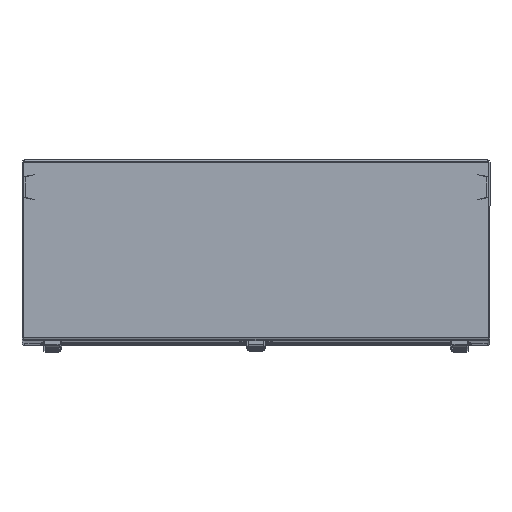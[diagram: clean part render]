
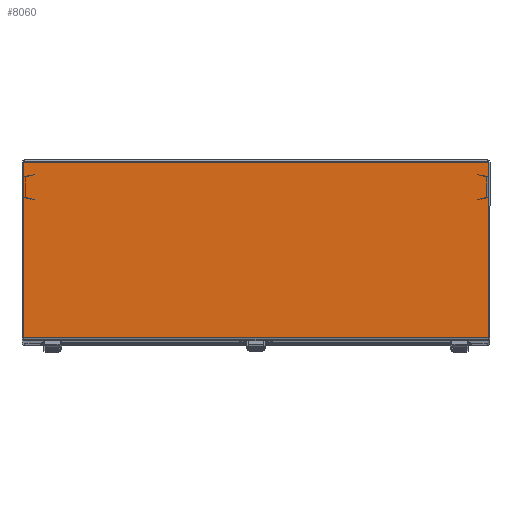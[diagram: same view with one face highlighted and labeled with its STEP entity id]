
A CAD part, top view. The second image highlights one B-rep face of the part: STEP entity #8060.
In plain terms, the highlighted planar face has unit normal (0, 0, 1).
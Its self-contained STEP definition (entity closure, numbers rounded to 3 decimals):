
#71 = AXIS2_PLACEMENT_3D ( 'NONE', #6841, #5792, #13280 ) ;
#263 = CARTESIAN_POINT ( 'NONE',  ( -497., 377., 20. ) ) ;
#719 = EDGE_CURVE ( 'NONE', #12845, #3608, #8709, .T. ) ;
#1257 = LINE ( 'NONE', #10834, #2246 ) ;
#1635 = VECTOR ( 'NONE', #12998, 1000. ) ;
#1660 = CARTESIAN_POINT ( 'NONE',  ( 497., 3., 20. ) ) ;
#2246 = VECTOR ( 'NONE', #5485, 1000. ) ;
#2301 = EDGE_CURVE ( 'NONE', #11445, #12845, #6452, .T. ) ;
#2445 = CARTESIAN_POINT ( 'NONE',  ( 495.586, 377., 20. ) ) ;
#2448 = LINE ( 'NONE', #4538, #1635 ) ;
#2785 = VERTEX_POINT ( 'NONE', #263 ) ;
#2947 = CARTESIAN_POINT ( 'NONE',  ( -500., 3., 20. ) ) ;
#3522 = ORIENTED_EDGE ( 'NONE', *, *, #4796, .T. ) ;
#3608 = VERTEX_POINT ( 'NONE', #2445 ) ;
#3750 = VERTEX_POINT ( 'NONE', #10624 ) ;
#3815 = CARTESIAN_POINT ( 'NONE',  ( 500., 377., 20. ) ) ;
#3909 = LINE ( 'NONE', #2947, #7173 ) ;
#4057 = DIRECTION ( 'NONE',  ( -1., 0., 0. ) ) ;
#4538 = CARTESIAN_POINT ( 'NONE',  ( -497., 0., 20. ) ) ;
#4796 = EDGE_CURVE ( 'NONE', #2785, #11187, #2448, .T. ) ;
#5012 = EDGE_CURVE ( 'NONE', #3608, #3750, #1257, .T. ) ;
#5485 = DIRECTION ( 'NONE',  ( -1., 0., 0. ) ) ;
#5792 = DIRECTION ( 'NONE',  ( 0., 0., -1. ) ) ;
#5894 = CARTESIAN_POINT ( 'NONE',  ( 497., 377., 20. ) ) ;
#6252 = CARTESIAN_POINT ( 'NONE',  ( -497., 3., 20. ) ) ;
#6452 = LINE ( 'NONE', #6527, #11602 ) ;
#6527 = CARTESIAN_POINT ( 'NONE',  ( 497., 0., 20. ) ) ;
#6767 = PLANE ( 'NONE',  #71 ) ;
#6841 = CARTESIAN_POINT ( 'NONE',  ( 0., 0., 20. ) ) ;
#7173 = VECTOR ( 'NONE', #4057, 1000. ) ;
#7732 = EDGE_CURVE ( 'NONE', #2785, #3750, #11115, .T. ) ;
#8001 = DIRECTION ( 'NONE',  ( 1., 0., 0. ) ) ;
#8060 = ADVANCED_FACE ( 'NONE', ( #13343 ), #6767, .F. ) ;
#8709 = LINE ( 'NONE', #12939, #8747 ) ;
#8747 = VECTOR ( 'NONE', #10855, 1000. ) ;
#9940 = VECTOR ( 'NONE', #8001, 1000. ) ;
#10492 = ORIENTED_EDGE ( 'NONE', *, *, #5012, .T. ) ;
#10609 = ORIENTED_EDGE ( 'NONE', *, *, #719, .T. ) ;
#10624 = CARTESIAN_POINT ( 'NONE',  ( -495.586, 377., 20. ) ) ;
#10642 = ORIENTED_EDGE ( 'NONE', *, *, #7732, .F. ) ;
#10834 = CARTESIAN_POINT ( 'NONE',  ( 500., 377., 20. ) ) ;
#10855 = DIRECTION ( 'NONE',  ( -1., 0., 0. ) ) ;
#10887 = EDGE_CURVE ( 'NONE', #11445, #11187, #3909, .T. ) ;
#10897 = ORIENTED_EDGE ( 'NONE', *, *, #10887, .F. ) ;
#11115 = LINE ( 'NONE', #3815, #9940 ) ;
#11187 = VERTEX_POINT ( 'NONE', #6252 ) ;
#11367 = EDGE_LOOP ( 'NONE', ( #3522, #10897, #13256, #10609, #10492, #10642 ) ) ;
#11445 = VERTEX_POINT ( 'NONE', #1660 ) ;
#11602 = VECTOR ( 'NONE', #12836, 1000. ) ;
#12836 = DIRECTION ( 'NONE',  ( 0., 1., 0. ) ) ;
#12845 = VERTEX_POINT ( 'NONE', #5894 ) ;
#12939 = CARTESIAN_POINT ( 'NONE',  ( 500., 377., 20. ) ) ;
#12998 = DIRECTION ( 'NONE',  ( 0., -1., 0. ) ) ;
#13256 = ORIENTED_EDGE ( 'NONE', *, *, #2301, .T. ) ;
#13280 = DIRECTION ( 'NONE',  ( -1., 0., 0. ) ) ;
#13343 = FACE_OUTER_BOUND ( 'NONE', #11367, .T. ) ;
